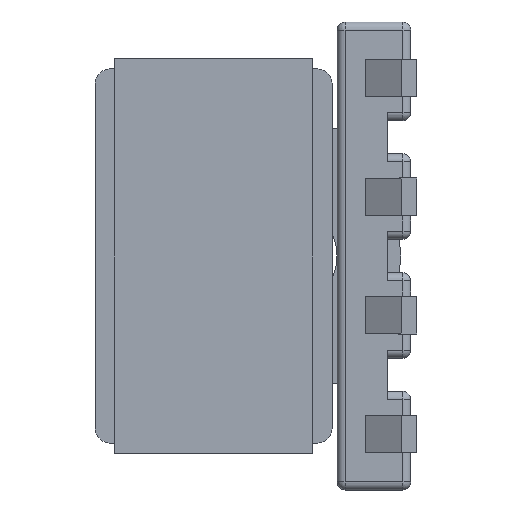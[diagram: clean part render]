
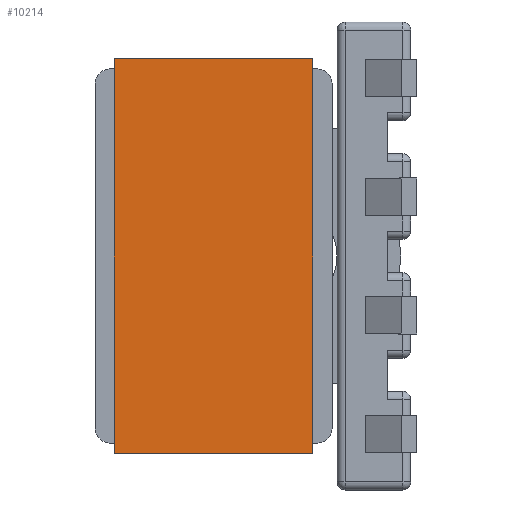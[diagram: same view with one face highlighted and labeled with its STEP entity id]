
A CAD part, left-side view. The second image highlights one B-rep face of the part: STEP entity #10214.
In plain terms, the highlighted planar face has unit normal (-1, 0, 0).
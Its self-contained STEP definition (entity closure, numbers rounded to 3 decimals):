
#2 = AXIS2_PLACEMENT_3D ( 'NONE', #7509, #2141, #4482 ) ;
#795 = CARTESIAN_POINT ( 'NONE',  ( -0.16, -6.16, -3.18 ) ) ;
#1065 = ORIENTED_EDGE ( 'NONE', *, *, #5573, .F. ) ;
#1510 = VERTEX_POINT ( 'NONE', #4948 ) ;
#1538 = VECTOR ( 'NONE', #5777, 1000. ) ;
#1581 = DIRECTION ( 'NONE',  ( 0., 0., 1. ) ) ;
#1692 = LINE ( 'NONE', #795, #8461 ) ;
#2141 = DIRECTION ( 'NONE',  ( -1., 0., 0. ) ) ;
#2165 = CARTESIAN_POINT ( 'NONE',  ( -0.16, -6.16, 0. ) ) ;
#3460 = EDGE_CURVE ( 'NONE', #6756, #3860, #1692, .T. ) ;
#3860 = VERTEX_POINT ( 'NONE', #10125 ) ;
#4482 = DIRECTION ( 'NONE',  ( 0., 0., 1. ) ) ;
#4813 = LINE ( 'NONE', #5212, #8766 ) ;
#4948 = CARTESIAN_POINT ( 'NONE',  ( -0.16, 0.16, 0. ) ) ;
#5100 = CARTESIAN_POINT ( 'NONE',  ( -0.16, -6.16, -3.18 ) ) ;
#5102 = EDGE_CURVE ( 'NONE', #6649, #1510, #9926, .T. ) ;
#5212 = CARTESIAN_POINT ( 'NONE',  ( -0.16, -6.16, -3.18 ) ) ;
#5353 = ORIENTED_EDGE ( 'NONE', *, *, #6221, .T. ) ;
#5573 = EDGE_CURVE ( 'NONE', #1510, #3860, #7180, .T. ) ;
#5777 = DIRECTION ( 'NONE',  ( 0., 0., 1. ) ) ;
#5840 = CARTESIAN_POINT ( 'NONE',  ( -0.16, 0.16, -3.18 ) ) ;
#6221 = EDGE_CURVE ( 'NONE', #6649, #6756, #4813, .T. ) ;
#6649 = VERTEX_POINT ( 'NONE', #8012 ) ;
#6756 = VERTEX_POINT ( 'NONE', #5100 ) ;
#7179 = EDGE_LOOP ( 'NONE', ( #1065, #7599, #5353, #9429 ) ) ;
#7180 = LINE ( 'NONE', #2165, #8157 ) ;
#7509 = CARTESIAN_POINT ( 'NONE',  ( -0.16, -6.16, -3.18 ) ) ;
#7542 = DIRECTION ( 'NONE',  ( 0., -1., 0. ) ) ;
#7599 = ORIENTED_EDGE ( 'NONE', *, *, #5102, .F. ) ;
#8012 = CARTESIAN_POINT ( 'NONE',  ( -0.16, 0.16, -3.18 ) ) ;
#8157 = VECTOR ( 'NONE', #8485, 1000. ) ;
#8461 = VECTOR ( 'NONE', #1581, 1000. ) ;
#8485 = DIRECTION ( 'NONE',  ( 0., -1., 0. ) ) ;
#8766 = VECTOR ( 'NONE', #7542, 1000. ) ;
#8825 = FACE_OUTER_BOUND ( 'NONE', #7179, .T. ) ;
#9096 = PLANE ( 'NONE',  #2 ) ;
#9429 = ORIENTED_EDGE ( 'NONE', *, *, #3460, .T. ) ;
#9926 = LINE ( 'NONE', #5840, #1538 ) ;
#10125 = CARTESIAN_POINT ( 'NONE',  ( -0.16, -6.16, 0. ) ) ;
#10214 = ADVANCED_FACE ( 'NONE', ( #8825 ), #9096, .T. ) ;
